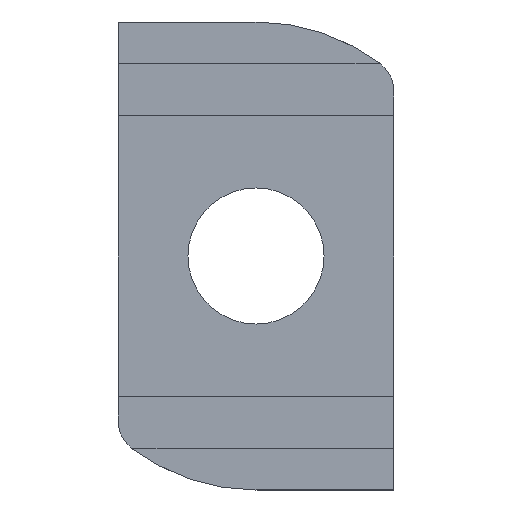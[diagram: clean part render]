
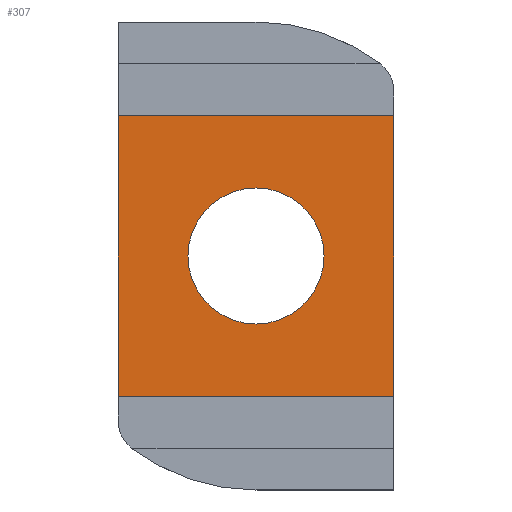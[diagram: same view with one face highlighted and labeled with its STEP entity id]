
A CAD part, front view. The second image highlights one B-rep face of the part: STEP entity #307.
In plain terms, the highlighted planar face has unit normal (0, -1, 0).
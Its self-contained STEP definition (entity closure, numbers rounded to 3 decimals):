
#63 = DIRECTION ( 'NONE',  ( 0., 0., 1. ) ) ;
#97 = FACE_OUTER_BOUND ( 'NONE', #3059, .T. ) ;
#104 = VECTOR ( 'NONE', #1773, 1000. ) ;
#136 = FACE_BOUND ( 'NONE', #2436, .T. ) ;
#153 = DIRECTION ( 'NONE',  ( 0., 0., 1. ) ) ;
#169 = CIRCLE ( 'NONE', #2201, 5.1 ) ;
#181 = LINE ( 'NONE', #3149, #1940 ) ;
#221 = AXIS2_PLACEMENT_3D ( 'NONE', #3642, #387, #153 ) ;
#225 = ORIENTED_EDGE ( 'NONE', *, *, #424, .F. ) ;
#305 = CARTESIAN_POINT ( 'NONE',  ( 0., -4.763, 0. ) ) ;
#307 = ADVANCED_FACE ( 'NONE', ( #136, #97 ), #1862, .F. ) ;
#379 = VERTEX_POINT ( 'NONE', #2520 ) ;
#387 = DIRECTION ( 'NONE',  ( 0., 1., 0. ) ) ;
#424 = EDGE_CURVE ( 'NONE', #1836, #3192, #1452, .T. ) ;
#512 = CARTESIAN_POINT ( 'NONE',  ( 0., -4.762, 5.1 ) ) ;
#719 = DIRECTION ( 'NONE',  ( 0., -1., 0. ) ) ;
#810 = ORIENTED_EDGE ( 'NONE', *, *, #2165, .F. ) ;
#850 = VERTEX_POINT ( 'NONE', #3499 ) ;
#926 = VERTEX_POINT ( 'NONE', #1870 ) ;
#1189 = LINE ( 'NONE', #2427, #104 ) ;
#1269 = EDGE_CURVE ( 'NONE', #850, #926, #1189, .T. ) ;
#1276 = VECTOR ( 'NONE', #2014, 1000. ) ;
#1323 = VERTEX_POINT ( 'NONE', #1634 ) ;
#1452 = CIRCLE ( 'NONE', #2384, 5.1 ) ;
#1634 = CARTESIAN_POINT ( 'NONE',  ( 10.319, -4.762, 10.516 ) ) ;
#1723 = CARTESIAN_POINT ( 'NONE',  ( -10.319, -4.763, 10.516 ) ) ;
#1732 = EDGE_CURVE ( 'NONE', #1323, #926, #181, .T. ) ;
#1773 = DIRECTION ( 'NONE',  ( 1., 0., 0. ) ) ;
#1794 = DIRECTION ( 'NONE',  ( 0., -1., 0. ) ) ;
#1836 = VERTEX_POINT ( 'NONE', #512 ) ;
#1862 = PLANE ( 'NONE',  #221 ) ;
#1870 = CARTESIAN_POINT ( 'NONE',  ( 10.319, -4.762, -10.516 ) ) ;
#1940 = VECTOR ( 'NONE', #2273, 1000. ) ;
#1991 = LINE ( 'NONE', #1723, #1276 ) ;
#2014 = DIRECTION ( 'NONE',  ( 1., 0., 0. ) ) ;
#2059 = CARTESIAN_POINT ( 'NONE',  ( 0., -4.762, -5.1 ) ) ;
#2064 = CARTESIAN_POINT ( 'NONE',  ( -10.319, -4.763, 17.526 ) ) ;
#2165 = EDGE_CURVE ( 'NONE', #850, #379, #2368, .T. ) ;
#2201 = AXIS2_PLACEMENT_3D ( 'NONE', #305, #1794, #2668 ) ;
#2273 = DIRECTION ( 'NONE',  ( 0., 0., -1. ) ) ;
#2368 = LINE ( 'NONE', #2064, #2952 ) ;
#2384 = AXIS2_PLACEMENT_3D ( 'NONE', #3334, #719, #2830 ) ;
#2427 = CARTESIAN_POINT ( 'NONE',  ( -10.319, -4.762, -10.516 ) ) ;
#2436 = EDGE_LOOP ( 'NONE', ( #3763, #225 ) ) ;
#2520 = CARTESIAN_POINT ( 'NONE',  ( -10.319, -4.763, 10.516 ) ) ;
#2668 = DIRECTION ( 'NONE',  ( 0., 0., -1. ) ) ;
#2823 = ORIENTED_EDGE ( 'NONE', *, *, #1732, .F. ) ;
#2830 = DIRECTION ( 'NONE',  ( 0., 0., -1. ) ) ;
#2942 = ORIENTED_EDGE ( 'NONE', *, *, #1269, .T. ) ;
#2952 = VECTOR ( 'NONE', #63, 1000. ) ;
#3059 = EDGE_LOOP ( 'NONE', ( #810, #2942, #2823, #3652 ) ) ;
#3149 = CARTESIAN_POINT ( 'NONE',  ( 10.319, -4.762, 13.564 ) ) ;
#3192 = VERTEX_POINT ( 'NONE', #2059 ) ;
#3334 = CARTESIAN_POINT ( 'NONE',  ( 0., -4.763, 0. ) ) ;
#3499 = CARTESIAN_POINT ( 'NONE',  ( -10.319, -4.762, -10.516 ) ) ;
#3523 = EDGE_CURVE ( 'NONE', #379, #1323, #1991, .T. ) ;
#3642 = CARTESIAN_POINT ( 'NONE',  ( 0., -4.763, -2.109 ) ) ;
#3652 = ORIENTED_EDGE ( 'NONE', *, *, #3523, .F. ) ;
#3763 = ORIENTED_EDGE ( 'NONE', *, *, #3801, .F. ) ;
#3801 = EDGE_CURVE ( 'NONE', #3192, #1836, #169, .T. ) ;
